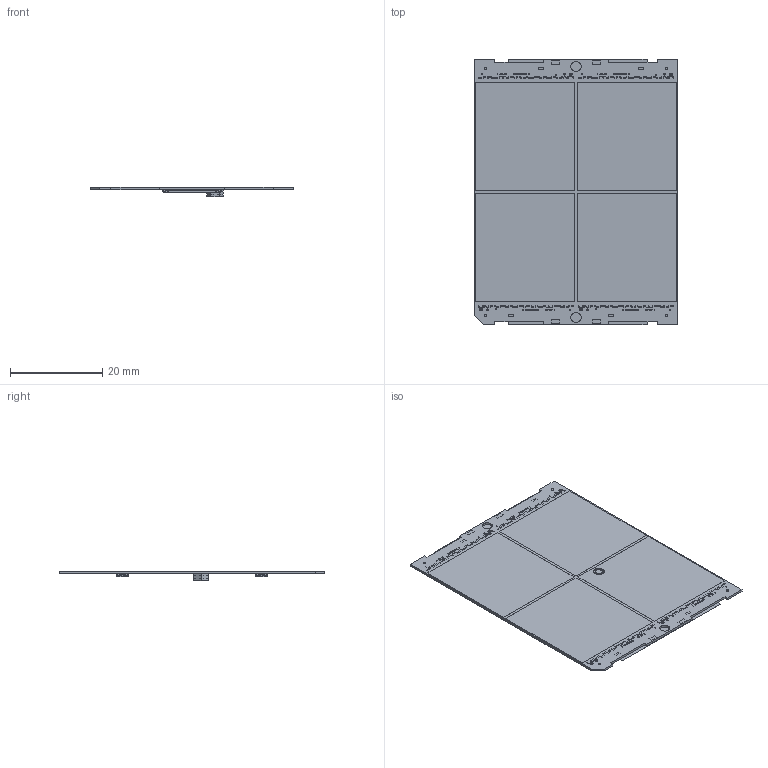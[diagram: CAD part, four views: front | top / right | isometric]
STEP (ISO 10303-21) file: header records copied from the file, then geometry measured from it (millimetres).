
FILE_DESCRIPTION(/* description */ (''),/* implementation_level */ '2;1');
FILE_NAME(/* name */ 'Tamale - V1p5 - keepouts.stp',/* time_stamp */ '2023-03-02T13:44:33-06:00',/* author */ ('Caleb'),/* organization */ (''),/* preprocessor_version */ 'ST-DEVELOPER v19',/* originating_system */ 'Autodesk Inventor 2023',/* authorisation */ '');
FILE_SCHEMA (('AUTOMOTIVE_DESIGN { 1 0 10303 214 3 1 1 }'));
Products named in the file (5): Tamale - V1p5 - keepouts; etl_module_pcb_mockup_v3p3p1; keepout - bottom; keepout - top A; keepout - top B
Assembly tree (6 placements, depth 2):
  Tamale - V1p5 - keepouts
    etl_module_pcb_mockup_v3p3p1
    keepout - bottom
    keepout - top A  x2
    keepout - top B  x2
Bounding box: 44.1 x 57.5 x 2.1 mm (x, y, z)
Volume: 1311 mm3; surface area: 10655.4 mm2
Topology: 12 solids, 377 shells, 2093 faces, 6457 edges, 4669 vertices
Faces by surface type: plane 1697, cylinder 339, cone 57
Full cylindrical faces by diameter (mm): 1.181 x1, 2.2 x2, 2.29 x1, 2.413 x1
Entity records: 71774 total; most frequent: CARTESIAN_POINT 13331, DIRECTION 11326, ORIENTED_EDGE 11324, EDGE_CURVE 6415, LINE 5538, VECTOR 5538, VERTEX_POINT 4613, AXIS2_PLACEMENT_3D 2894
